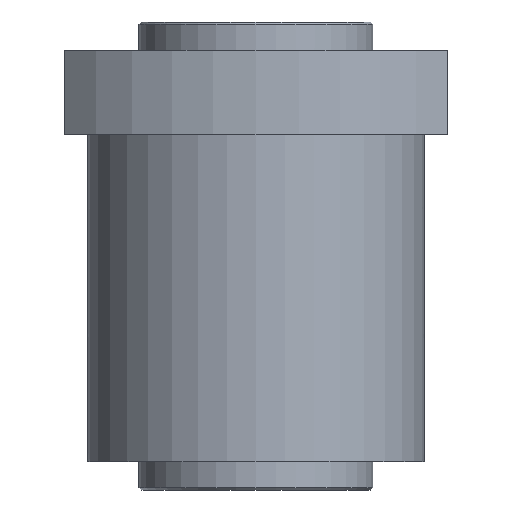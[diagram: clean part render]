
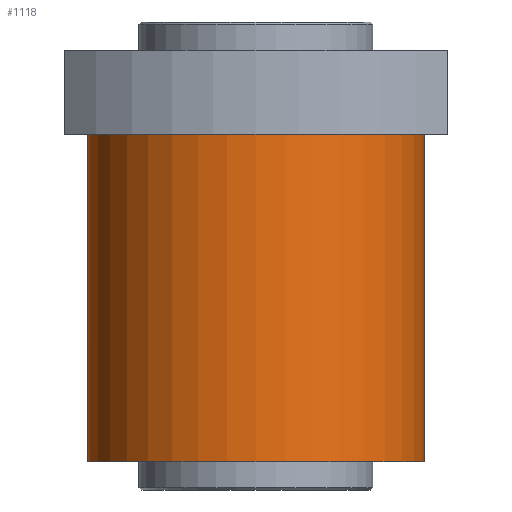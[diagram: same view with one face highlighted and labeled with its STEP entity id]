
A CAD part, front view. The second image highlights one B-rep face of the part: STEP entity #1118.
In plain terms, the highlighted cylindrical face has radius 36 mm (diameter 72 mm), a full revolution.
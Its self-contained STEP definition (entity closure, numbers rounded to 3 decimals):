
#88=B_SPLINE_CURVE_WITH_KNOTS('',3,(#2005,#2006,#2007,#2008,#2009,#2010,
#2011,#2012,#2013,#2014,#2015),.UNSPECIFIED.,.T.,.F.,(1,1,1,1,1,1,1,1,1,
1,1,1,1,1,1),(-0.004,-0.002,-0.001,
0.,0.001,0.002,0.004,0.005,
0.006,0.007,0.008,0.009,
0.011,0.012,0.013),.UNSPECIFIED.);
#89=B_SPLINE_CURVE_WITH_KNOTS('',3,(#2019,#2020,#2021,#2022,#2023,#2024,
#2025,#2026,#2027,#2028,#2029),.UNSPECIFIED.,.T.,.F.,(1,1,1,1,1,1,1,1,1,
1,1,1,1,1,1),(-0.004,-0.002,-0.001,
0.,0.001,0.002,0.004,0.005,
0.006,0.007,0.008,0.009,
0.011,0.012,0.013),.UNSPECIFIED.);
#136=CIRCLE('',#1249,36.);
#137=CIRCLE('',#1250,36.);
#276=ORIENTED_EDGE('',*,*,#559,.T.);
#277=ORIENTED_EDGE('',*,*,#560,.T.);
#278=ORIENTED_EDGE('',*,*,#561,.F.);
#279=ORIENTED_EDGE('',*,*,#562,.T.);
#559=EDGE_CURVE('',#681,#681,#136,.T.);
#560=EDGE_CURVE('',#682,#682,#88,.T.);
#561=EDGE_CURVE('',#683,#683,#137,.T.);
#562=EDGE_CURVE('',#684,#684,#89,.T.);
#681=VERTEX_POINT('',#2004);
#682=VERTEX_POINT('',#2016);
#683=VERTEX_POINT('',#2018);
#684=VERTEX_POINT('',#2030);
#825=EDGE_LOOP('',(#276));
#826=EDGE_LOOP('',(#277));
#827=EDGE_LOOP('',(#278));
#828=EDGE_LOOP('',(#279));
#951=FACE_BOUND('',#825,.T.);
#952=FACE_BOUND('',#826,.T.);
#953=FACE_BOUND('',#827,.T.);
#954=FACE_BOUND('',#828,.T.);
#1056=CYLINDRICAL_SURFACE('',#1248,36.);
#1118=ADVANCED_FACE('',(#951,#952,#953,#954),#1056,.T.);
#1248=AXIS2_PLACEMENT_3D('',#2002,#1485,#1486);
#1249=AXIS2_PLACEMENT_3D('',#2003,#1487,#1488);
#1250=AXIS2_PLACEMENT_3D('',#2017,#1489,#1490);
#1485=DIRECTION('',(0.,0.,-1.));
#1486=DIRECTION('',(-1.,0.,0.));
#1487=DIRECTION('',(0.,0.,-1.));
#1488=DIRECTION('',(-1.,0.,0.));
#1489=DIRECTION('',(0.,0.,-1.));
#1490=DIRECTION('',(-1.,0.,0.));
#2002=CARTESIAN_POINT('',(0.,0.,0.));
#2003=CARTESIAN_POINT('',(0.,0.,70.));
#2004=CARTESIAN_POINT('',(-36.,0.,70.));
#2005=CARTESIAN_POINT('',(35.984,-1.177,4.174));
#2006=CARTESIAN_POINT('',(36.008,0.,4.663));
#2007=CARTESIAN_POINT('',(35.984,1.176,4.175));
#2008=CARTESIAN_POINT('',(35.961,1.662,3.001));
#2009=CARTESIAN_POINT('',(35.984,1.176,1.825));
#2010=CARTESIAN_POINT('',(36.008,0.,1.338));
#2011=CARTESIAN_POINT('',(35.984,-1.174,1.823));
#2012=CARTESIAN_POINT('',(35.961,-1.662,2.998));
#2013=CARTESIAN_POINT('',(35.984,-1.177,4.174));
#2014=CARTESIAN_POINT('',(36.008,0.,4.663));
#2015=CARTESIAN_POINT('',(35.984,1.176,4.175));
#2016=CARTESIAN_POINT('',(36.,0.,4.5));
#2017=CARTESIAN_POINT('',(0.,0.,0.));
#2018=CARTESIAN_POINT('',(-36.,0.,0.));
#2019=CARTESIAN_POINT('',(-35.984,1.177,4.174));
#2020=CARTESIAN_POINT('',(-36.008,0.,4.663));
#2021=CARTESIAN_POINT('',(-35.984,-1.176,4.175));
#2022=CARTESIAN_POINT('',(-35.961,-1.662,3.001));
#2023=CARTESIAN_POINT('',(-35.984,-1.176,1.825));
#2024=CARTESIAN_POINT('',(-36.008,0.,1.338));
#2025=CARTESIAN_POINT('',(-35.984,1.174,1.823));
#2026=CARTESIAN_POINT('',(-35.961,1.662,2.998));
#2027=CARTESIAN_POINT('',(-35.984,1.177,4.174));
#2028=CARTESIAN_POINT('',(-36.008,0.,4.663));
#2029=CARTESIAN_POINT('',(-35.984,-1.176,4.175));
#2030=CARTESIAN_POINT('',(-36.,0.,4.5));
